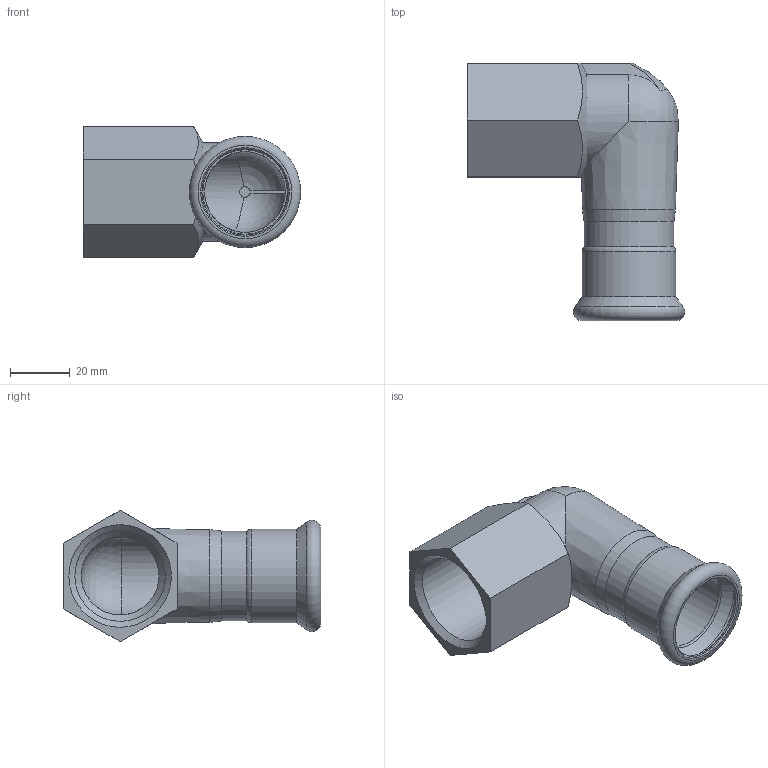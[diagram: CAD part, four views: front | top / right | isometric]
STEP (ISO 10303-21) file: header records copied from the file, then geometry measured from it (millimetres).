
FILE_DESCRIPTION(/* description */ (''),/* implementation_level */ '2;1');
FILE_NAME(/* name */ '33806.stp',/* time_stamp */ '2014-04-03T17:53:27+02:00',/* author */ ('bruh'),/* organization */ (''),/* preprocessor_version */ 'ST-DEVELOPER v15.2',/* originating_system */ 'Autodesk Inventor 2014',/* authorisation */ '');
FILE_SCHEMA (('AUTOMOTIVE_DESIGN { 1 0 10303 214 3 1 1 }'));
Length unit declared in the file: millimetre
Products named in the file (3): 90713; 100381; 33806
Bounding box: 72.6 x 86 x 43.88 mm (x, y, z)
Volume: 40875.2 mm3; surface area: 25446.8 mm2
Topology: 2 solids, 2 shells, 45 faces, 108 edges, 67 vertices
Faces by surface type: plane 15, cylinder 11, cone 10, torus 4, bspline 3, sphere 2
Full cylindrical faces by diameter (mm): 26 x1, 27 x2, 28.2 x1, 28.8 x1, 30 x1, 30.291 x1, 31.3 x1
Entity records: 1384 total; most frequent: CARTESIAN_POINT 398, DIRECTION 190, ORIENTED_EDGE 162, AXIS2_PLACEMENT_3D 84, EDGE_CURVE 81, EDGE_LOOP 71, VERTEX_POINT 62, ADVANCED_FACE 45
